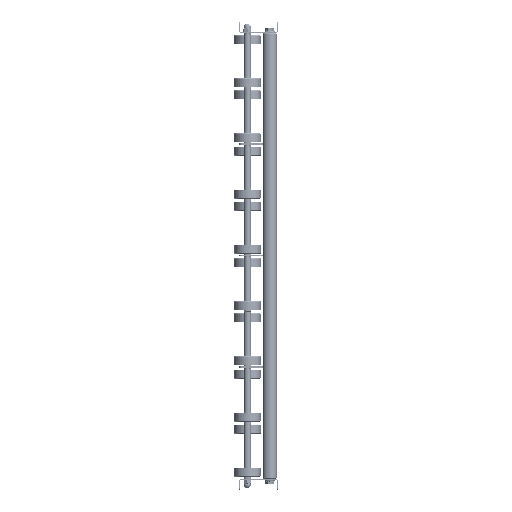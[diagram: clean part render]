
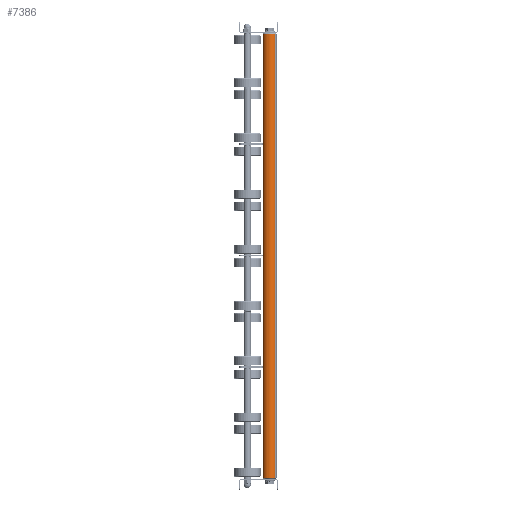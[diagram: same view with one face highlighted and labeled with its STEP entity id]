
A CAD part, left-side view. The second image highlights one B-rep face of the part: STEP entity #7386.
In plain terms, the highlighted cylindrical face has radius 12.5 mm (diameter 25 mm), a partial arc.
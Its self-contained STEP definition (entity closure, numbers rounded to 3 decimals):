
#584 = DIRECTION ( 'NONE',  ( 0., 0., 1. ) ) ;
#892 = ORIENTED_EDGE ( 'NONE', *, *, #16452, .T. ) ;
#1948 = DIRECTION ( 'NONE',  ( -1., 0., 0. ) ) ;
#2883 = CARTESIAN_POINT ( 'NONE',  ( 800., 0., -12.5 ) ) ;
#3063 = FACE_OUTER_BOUND ( 'NONE', #21326, .T. ) ;
#4869 = CARTESIAN_POINT ( 'NONE',  ( 1., 0., -12.5 ) ) ;
#6177 = CARTESIAN_POINT ( 'NONE',  ( 1., 0., 0. ) ) ;
#6353 = DIRECTION ( 'NONE',  ( 0., 0., -1. ) ) ;
#6797 = CARTESIAN_POINT ( 'NONE',  ( 799., 0., -12.5 ) ) ;
#7302 = VERTEX_POINT ( 'NONE', #4869 ) ;
#7386 = ADVANCED_FACE ( 'NONE', ( #3063 ), #11931, .T. ) ;
#7508 = ORIENTED_EDGE ( 'NONE', *, *, #13456, .F. ) ;
#7756 = AXIS2_PLACEMENT_3D ( 'NONE', #18727, #8777, #584 ) ;
#7927 = VERTEX_POINT ( 'NONE', #12260 ) ;
#8018 = AXIS2_PLACEMENT_3D ( 'NONE', #21437, #12723, #6353 ) ;
#8757 = AXIS2_PLACEMENT_3D ( 'NONE', #6177, #21846, #13452 ) ;
#8777 = DIRECTION ( 'NONE',  ( -1., 0., 0. ) ) ;
#9726 = DIRECTION ( 'NONE',  ( -1., 0., 0. ) ) ;
#10488 = VECTOR ( 'NONE', #1948, 1000. ) ;
#10709 = EDGE_CURVE ( 'NONE', #7927, #16808, #12489, .T. ) ;
#11273 = ORIENTED_EDGE ( 'NONE', *, *, #15939, .T. ) ;
#11426 = LINE ( 'NONE', #2883, #17922 ) ;
#11931 = CYLINDRICAL_SURFACE ( 'NONE', #7756, 12.5 ) ;
#12260 = CARTESIAN_POINT ( 'NONE',  ( 799., 0., 12.5 ) ) ;
#12266 = CARTESIAN_POINT ( 'NONE',  ( 800., 0., 12.5 ) ) ;
#12489 = LINE ( 'NONE', #12266, #10488 ) ;
#12723 = DIRECTION ( 'NONE',  ( -1., 0., 0. ) ) ;
#13452 = DIRECTION ( 'NONE',  ( 0., 0., -1. ) ) ;
#13456 = EDGE_CURVE ( 'NONE', #15249, #7302, #11426, .T. ) ;
#15174 = CIRCLE ( 'NONE', #8757, 12.5 ) ;
#15249 = VERTEX_POINT ( 'NONE', #6797 ) ;
#15708 = ORIENTED_EDGE ( 'NONE', *, *, #10709, .T. ) ;
#15939 = EDGE_CURVE ( 'NONE', #15249, #7927, #21974, .T. ) ;
#16452 = EDGE_CURVE ( 'NONE', #16808, #7302, #15174, .T. ) ;
#16808 = VERTEX_POINT ( 'NONE', #20803 ) ;
#17922 = VECTOR ( 'NONE', #9726, 1000. ) ;
#18727 = CARTESIAN_POINT ( 'NONE',  ( 800., 0., 0. ) ) ;
#20803 = CARTESIAN_POINT ( 'NONE',  ( 1., 0., 12.5 ) ) ;
#21326 = EDGE_LOOP ( 'NONE', ( #7508, #11273, #15708, #892 ) ) ;
#21437 = CARTESIAN_POINT ( 'NONE',  ( 799., 0., 0. ) ) ;
#21846 = DIRECTION ( 'NONE',  ( 1., 0., 0. ) ) ;
#21974 = CIRCLE ( 'NONE', #8018, 12.5 ) ;
